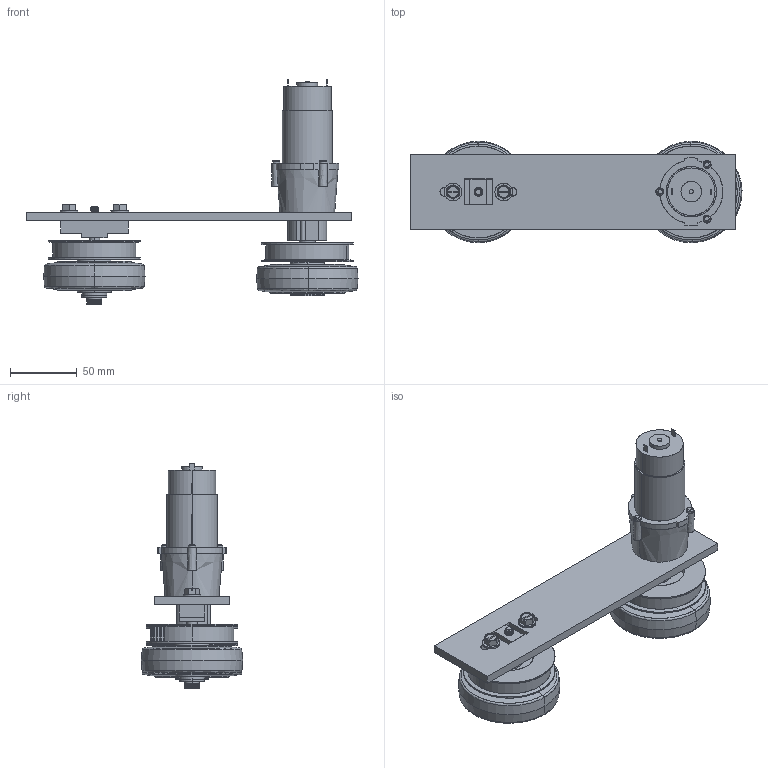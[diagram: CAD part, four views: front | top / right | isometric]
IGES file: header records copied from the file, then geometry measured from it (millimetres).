
Start section: SolidWorks IGES FILE using analytic representation for surfaces
Global section: file name: complete drivetrain 3 inch.IGS; native system: SolidWorks 2001Plus by SolidWorks Corporation; preprocessor: Version 5.3; author: thesmith; date: 091009.191436; units: millimetre
Bounding box: 249.46 x 76.2 x 169.14 mm (x, y, z)
Surface area: 120184.8 mm2 (no closed solid volume)
Topology: 0 solids, 0 shells, 1042 faces, 12867 edges, 12865 vertices
Faces by surface type: revolution 614, bspline 428
